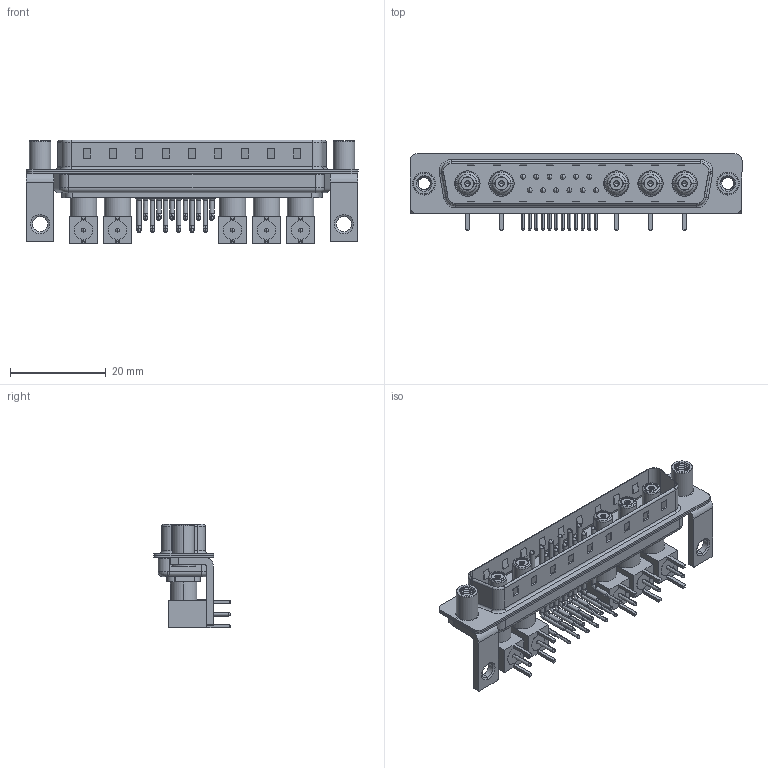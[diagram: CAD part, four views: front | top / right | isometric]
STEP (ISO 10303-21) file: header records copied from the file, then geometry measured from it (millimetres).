
FILE_DESCRIPTION (( 'STEP AP203' ), '1' );
FILE_NAME ('629-17W5640-7TE.STEP', '2022-05-16T01:02:50', ( '' ), ( '' ), 'SwSTEP 2.0', 'SolidWorks 2020', '' );
FILE_SCHEMA (( 'CONFIG_CONTROL_DESIGN' ));
Length unit declared in the file: millimetre
Products named in the file (20): RA Back Shell; Co-Ax Jack Assy_RA; 629Combo Shell Rear_37 Contacts; Insulator Socket; 629Combo Contact Row 2; 629Combo Threaded Standoff_D; Locking Collar; Insulator Socket 2; Socket_RA; 629-17W5640-7TE; 629Combo Stabilizer Bracket; 629Combo Shell Front_37 Contacts; 629Combo Housing_17W5; Co-Ax Jack_RA PC Tail; Insulator RA Pin; 629Combo Contact Row 1
Assembly tree (59 placements, depth 3):
  629-17W5640-7TE
    629Combo Housing_17W5
    629Combo Shell Rear_37 Contacts
    629Combo Shell Front_37 Contacts
    629Combo Stabilizer Bracket  x2
    629Combo Threaded Standoff_D  x2
    Co-Ax Jack Assy_RA
      Co-Ax Jack_RA PC Tail
      Insulator Socket
      Insulator Socket 2
      Locking Collar
      Socket_RA
      RA Back Shell
      Insulator RA Pin
    Co-Ax Jack Assy_RA
      Co-Ax Jack_RA PC Tail
      Insulator Socket
      Insulator Socket 2
      Locking Collar
      Socket_RA
      RA Back Shell
      Insulator RA Pin
    Co-Ax Jack Assy_RA
      Co-Ax Jack_RA PC Tail
      Insulator Socket
      Insulator Socket 2
      Locking Collar
      Socket_RA
      RA Back Shell
      Insulator RA Pin
    Co-Ax Jack Assy_RA
      Co-Ax Jack_RA PC Tail
      Insulator Socket
      Insulator Socket 2
      Locking Collar
      Socket_RA
      RA Back Shell
      Insulator RA Pin
    Co-Ax Jack Assy_RA
      Co-Ax Jack_RA PC Tail
      Insulator Socket
      Insulator Socket 2
      Locking Collar
      Socket_RA
      RA Back Shell
      Insulator RA Pin
    629Combo Contact Row 1  x6
    629Combo Contact Row 2  x6
Bounding box: 69.4 x 16 x 21.71 mm (x, y, z)
Volume: 5674.8 mm3; surface area: 15135.4 mm2
Topology: 54 solids, 54 shells, 2590 faces, 6784 edges, 4345 vertices
Faces by surface type: plane 1278, cylinder 980, cone 159, bspline 83, torus 80, sphere 10
Entity records: 33211 total; most frequent: CARTESIAN_POINT 7492, DIRECTION 4894, ORIENTED_EDGE 4572, EDGE_CURVE 2286, AXIS2_PLACEMENT_3D 1765, VERTEX_POINT 1472, LINE 1364, VECTOR 1364
